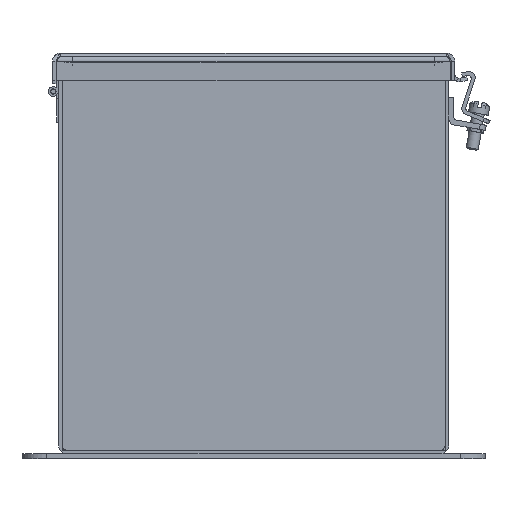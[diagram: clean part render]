
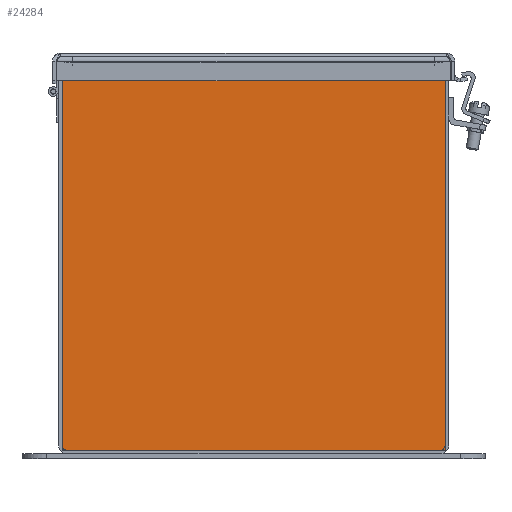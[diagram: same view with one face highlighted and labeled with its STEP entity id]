
A CAD part, left-side view. The second image highlights one B-rep face of the part: STEP entity #24284.
In plain terms, the highlighted planar face has unit normal (-1, 0, 0).
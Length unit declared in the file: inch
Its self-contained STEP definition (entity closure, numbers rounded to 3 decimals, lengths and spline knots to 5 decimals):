
#510 = EDGE_CURVE ( 'NONE', #3177, #34276, #27403, .T. ) ;
#1081 = DIRECTION ( 'NONE',  ( 0., 0., -1. ) ) ;
#1226 = ORIENTED_EDGE ( 'NONE', *, *, #10380, .F. ) ;
#1839 = CARTESIAN_POINT ( 'NONE',  ( -18., 0., 6.676 ) ) ;
#2254 = LINE ( 'NONE', #14207, #17256 ) ;
#2399 = CARTESIAN_POINT ( 'NONE',  ( -18., 3.926, 2.75 ) ) ;
#2777 = CARTESIAN_POINT ( 'NONE',  ( -18., -3.926, 6.676 ) ) ;
#3177 = VERTEX_POINT ( 'NONE', #9475 ) ;
#3579 = DIRECTION ( 'NONE',  ( 0., 0., 1. ) ) ;
#3776 = PLANE ( 'NONE',  #12032 ) ;
#3880 = LINE ( 'NONE', #4606, #33327 ) ;
#4606 = CARTESIAN_POINT ( 'NONE',  ( -18., 3.4275, 6.676 ) ) ;
#5138 = VECTOR ( 'NONE', #28304, 39.37008 ) ;
#5379 = LINE ( 'NONE', #2399, #10477 ) ;
#5475 = LINE ( 'NONE', #28434, #27236 ) ;
#5999 = CARTESIAN_POINT ( 'NONE',  ( -18., -3.4275, 6.58205 ) ) ;
#6874 = VECTOR ( 'NONE', #12406, 39.37008 ) ;
#6952 = ORIENTED_EDGE ( 'NONE', *, *, #17170, .F. ) ;
#7314 = CARTESIAN_POINT ( 'NONE',  ( -18., -3.4277, 2.75 ) ) ;
#7329 = EDGE_CURVE ( 'NONE', #36074, #3177, #12559, .T. ) ;
#7734 = VECTOR ( 'NONE', #12757, 39.37008 ) ;
#8250 = CARTESIAN_POINT ( 'NONE',  ( -18., -3.4275, 6.58225 ) ) ;
#8351 = DIRECTION ( 'NONE',  ( 1., 0., 0. ) ) ;
#8391 = LINE ( 'NONE', #22609, #20149 ) ;
#8810 = CARTESIAN_POINT ( 'NONE',  ( -18., 3.4275, 6.58205 ) ) ;
#9475 = CARTESIAN_POINT ( 'NONE',  ( -18., -3.4277, 6.676 ) ) ;
#9609 = CARTESIAN_POINT ( 'NONE',  ( -18., 3.926, 6.676 ) ) ;
#9722 = VECTOR ( 'NONE', #13232, 39.37008 ) ;
#10380 = EDGE_CURVE ( 'NONE', #34276, #29188, #5475, .T. ) ;
#10477 = VECTOR ( 'NONE', #19816, 39.37008 ) ;
#10790 = CARTESIAN_POINT ( 'NONE',  ( -18., 0., -1.176 ) ) ;
#11501 = ORIENTED_EDGE ( 'NONE', *, *, #31624, .T. ) ;
#11861 = EDGE_LOOP ( 'NONE', ( #19335, #29872, #23610, #32612, #11501, #31676, #30825, #25700, #6952, #1226, #19839, #33046 ) ) ;
#11932 = EDGE_CURVE ( 'NONE', #36074, #32883, #32571, .T. ) ;
#12032 = AXIS2_PLACEMENT_3D ( 'NONE', #26533, #8351, #19259 ) ;
#12406 = DIRECTION ( 'NONE',  ( 0., 1., 0. ) ) ;
#12559 = LINE ( 'NONE', #7314, #7734 ) ;
#12709 = EDGE_CURVE ( 'NONE', #26269, #25127, #34648, .T. ) ;
#12757 = DIRECTION ( 'NONE',  ( 0., 0., 1. ) ) ;
#12856 = VERTEX_POINT ( 'NONE', #9609 ) ;
#13232 = DIRECTION ( 'NONE',  ( 0., -1., 0. ) ) ;
#14207 = CARTESIAN_POINT ( 'NONE',  ( -18., 0., 6.676 ) ) ;
#14324 = CARTESIAN_POINT ( 'NONE',  ( -18., 3.4277, 2.75 ) ) ;
#14478 = VERTEX_POINT ( 'NONE', #36572 ) ;
#14810 = LINE ( 'NONE', #26146, #25611 ) ;
#15359 = FACE_OUTER_BOUND ( 'NONE', #11861, .T. ) ;
#15865 = CARTESIAN_POINT ( 'NONE',  ( -18., 3.4277, 6.676 ) ) ;
#16727 = DIRECTION ( 'NONE',  ( 0., 0., -1. ) ) ;
#17030 = DIRECTION ( 'NONE',  ( 0., -1., 0. ) ) ;
#17170 = EDGE_CURVE ( 'NONE', #29188, #35418, #27423, .T. ) ;
#17242 = LINE ( 'NONE', #5999, #25805 ) ;
#17256 = VECTOR ( 'NONE', #36594, 39.37008 ) ;
#17851 = EDGE_CURVE ( 'NONE', #35418, #12856, #5379, .T. ) ;
#19259 = DIRECTION ( 'NONE',  ( 0., 1., 0. ) ) ;
#19335 = ORIENTED_EDGE ( 'NONE', *, *, #11932, .T. ) ;
#19816 = DIRECTION ( 'NONE',  ( 0., 0., 1. ) ) ;
#19839 = ORIENTED_EDGE ( 'NONE', *, *, #510, .F. ) ;
#20149 = VECTOR ( 'NONE', #17030, 39.37008 ) ;
#20155 = CARTESIAN_POINT ( 'NONE',  ( -18., -3.4275, 6.58205 ) ) ;
#20854 = CARTESIAN_POINT ( 'NONE',  ( -18., -3.4277, 6.58205 ) ) ;
#22394 = DIRECTION ( 'NONE',  ( 0., 1., 0. ) ) ;
#22609 = CARTESIAN_POINT ( 'NONE',  ( -18., 0., 6.58225 ) ) ;
#23610 = ORIENTED_EDGE ( 'NONE', *, *, #27262, .F. ) ;
#24284 = ADVANCED_FACE ( 'NONE', ( #15359 ), #3776, .F. ) ;
#24985 = VERTEX_POINT ( 'NONE', #8810 ) ;
#25127 = VERTEX_POINT ( 'NONE', #30480 ) ;
#25611 = VECTOR ( 'NONE', #34755, 39.37008 ) ;
#25700 = ORIENTED_EDGE ( 'NONE', *, *, #17851, .F. ) ;
#25805 = VECTOR ( 'NONE', #3579, 39.37008 ) ;
#26146 = CARTESIAN_POINT ( 'NONE',  ( -18., 3.4275, 6.58205 ) ) ;
#26269 = VERTEX_POINT ( 'NONE', #15865 ) ;
#26533 = CARTESIAN_POINT ( 'NONE',  ( -18., 0., 2.75 ) ) ;
#27236 = VECTOR ( 'NONE', #16727, 39.37008 ) ;
#27262 = EDGE_CURVE ( 'NONE', #14478, #35560, #8391, .T. ) ;
#27403 = LINE ( 'NONE', #1839, #9722 ) ;
#27423 = LINE ( 'NONE', #10790, #33653 ) ;
#28304 = DIRECTION ( 'NONE',  ( 0., 0., -1. ) ) ;
#28434 = CARTESIAN_POINT ( 'NONE',  ( -18., -3.926, 2.75 ) ) ;
#28975 = EDGE_CURVE ( 'NONE', #12856, #26269, #2254, .T. ) ;
#29180 = CARTESIAN_POINT ( 'NONE',  ( -18., -3.4277, 6.58205 ) ) ;
#29188 = VERTEX_POINT ( 'NONE', #35582 ) ;
#29872 = ORIENTED_EDGE ( 'NONE', *, *, #34926, .T. ) ;
#30480 = CARTESIAN_POINT ( 'NONE',  ( -18., 3.4277, 6.58205 ) ) ;
#30825 = ORIENTED_EDGE ( 'NONE', *, *, #28975, .F. ) ;
#31624 = EDGE_CURVE ( 'NONE', #24985, #25127, #14810, .T. ) ;
#31676 = ORIENTED_EDGE ( 'NONE', *, *, #12709, .F. ) ;
#32571 = LINE ( 'NONE', #20854, #6874 ) ;
#32612 = ORIENTED_EDGE ( 'NONE', *, *, #36641, .T. ) ;
#32883 = VERTEX_POINT ( 'NONE', #20155 ) ;
#33046 = ORIENTED_EDGE ( 'NONE', *, *, #7329, .F. ) ;
#33327 = VECTOR ( 'NONE', #1081, 39.37008 ) ;
#33653 = VECTOR ( 'NONE', #22394, 39.37008 ) ;
#34276 = VERTEX_POINT ( 'NONE', #2777 ) ;
#34648 = LINE ( 'NONE', #14324, #5138 ) ;
#34755 = DIRECTION ( 'NONE',  ( 0., 1., 0. ) ) ;
#34806 = CARTESIAN_POINT ( 'NONE',  ( -18., 3.926, -1.176 ) ) ;
#34926 = EDGE_CURVE ( 'NONE', #32883, #35560, #17242, .T. ) ;
#35418 = VERTEX_POINT ( 'NONE', #34806 ) ;
#35560 = VERTEX_POINT ( 'NONE', #8250 ) ;
#35582 = CARTESIAN_POINT ( 'NONE',  ( -18., -3.926, -1.176 ) ) ;
#36074 = VERTEX_POINT ( 'NONE', #29180 ) ;
#36572 = CARTESIAN_POINT ( 'NONE',  ( -18., 3.4275, 6.58225 ) ) ;
#36594 = DIRECTION ( 'NONE',  ( 0., -1., 0. ) ) ;
#36641 = EDGE_CURVE ( 'NONE', #14478, #24985, #3880, .T. ) ;
